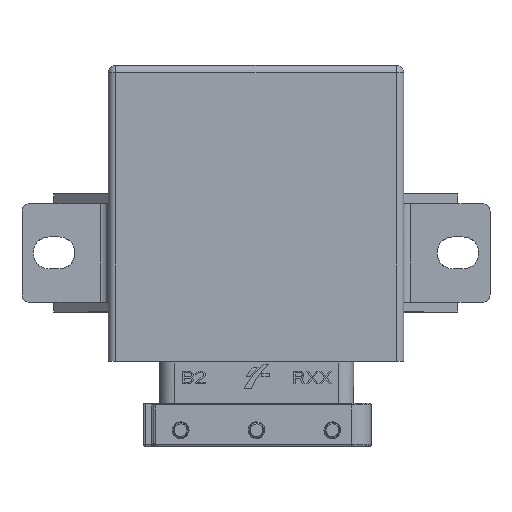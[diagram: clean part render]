
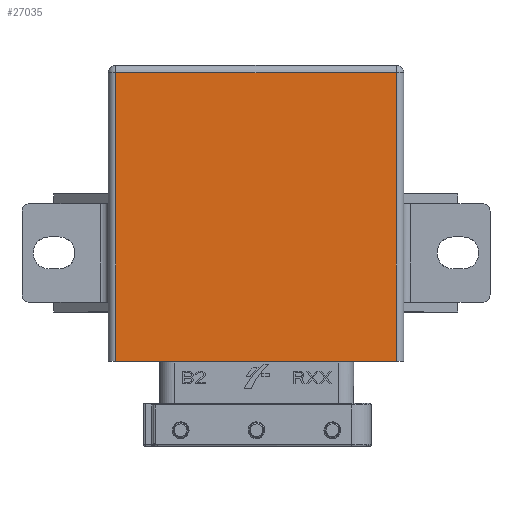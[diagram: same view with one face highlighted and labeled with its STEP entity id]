
A CAD part, top view. The second image highlights one B-rep face of the part: STEP entity #27035.
In plain terms, the highlighted planar face has unit normal (0, 0, 1).
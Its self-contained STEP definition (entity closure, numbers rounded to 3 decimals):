
#27035 = ADVANCED_FACE ( 'NONE', ( #126468 ), #67465, .F. ) ;
#39002 = VERTEX_POINT ( 'NONE', #143784 ) ;
#40875 = VERTEX_POINT ( 'NONE', #144414 ) ;
#40883 = VERTEX_POINT ( 'NONE', #144428 ) ;
#40885 = VERTEX_POINT ( 'NONE', #144431 ) ;
#52909 = ORIENTED_EDGE ( 'NONE', *, *, #56430, .F. ) ;
#52911 = ORIENTED_EDGE ( 'NONE', *, *, #56429, .F. ) ;
#52913 = ORIENTED_EDGE ( 'NONE', *, *, #56426, .F. ) ;
#52915 = ORIENTED_EDGE ( 'NONE', *, *, #56423, .F. ) ;
#56423 = EDGE_CURVE ( 'NONE', #40885, #39002, #182317, .T. ) ;
#56426 = EDGE_CURVE ( 'NONE', #39002, #40875, #182324, .T. ) ;
#56429 = EDGE_CURVE ( 'NONE', #40875, #40883, #182332, .T. ) ;
#56430 = EDGE_CURVE ( 'NONE', #40883, #40885, #182335, .T. ) ;
#67465 = PLANE ( 'NONE',  #126488 ) ;
#67466 = CARTESIAN_POINT ( 'NONE',  ( 12.553, -0.947, 4.292 ) ) ;
#67468 = DIRECTION ( 'NONE',  ( 0., 0., -1. ) ) ;
#67470 = DIRECTION ( 'NONE',  ( 0., 1., 0. ) ) ;
#71699 = EDGE_LOOP ( 'NONE', ( #52911, #52913, #52915, #52909 ) ) ;
#126468 = FACE_OUTER_BOUND ( 'NONE', #71699, .T. ) ;
#126488 = AXIS2_PLACEMENT_3D ( 'NONE', #67466, #67468, #67470 ) ;
#133152 = VECTOR ( 'NONE', #182319, 1000. ) ;
#133154 = VECTOR ( 'NONE', #182327, 1000. ) ;
#133155 = VECTOR ( 'NONE', #182334, 1000. ) ;
#133156 = VECTOR ( 'NONE', #182338, 1000. ) ;
#143784 = CARTESIAN_POINT ( 'NONE',  ( 69.553, -0.947, 4.292 ) ) ;
#144414 = CARTESIAN_POINT ( 'NONE',  ( 12.553, -0.947, 4.292 ) ) ;
#144428 = CARTESIAN_POINT ( 'NONE',  ( 12.553, 57.553, 4.292 ) ) ;
#144431 = CARTESIAN_POINT ( 'NONE',  ( 69.553, 57.553, 4.292 ) ) ;
#182317 = LINE ( 'NONE', #182318, #133152 ) ;
#182318 = CARTESIAN_POINT ( 'NONE',  ( 69.553, -0.947, 4.292 ) ) ;
#182319 = DIRECTION ( 'NONE',  ( 0., -1., 0. ) ) ;
#182324 = LINE ( 'NONE', #182325, #133154 ) ;
#182325 = CARTESIAN_POINT ( 'NONE',  ( 12.553, -0.947, 4.292 ) ) ;
#182327 = DIRECTION ( 'NONE',  ( -1., 0., 0. ) ) ;
#182332 = LINE ( 'NONE', #182333, #133155 ) ;
#182333 = CARTESIAN_POINT ( 'NONE',  ( 12.553, -0.947, 4.292 ) ) ;
#182334 = DIRECTION ( 'NONE',  ( 0., 1., 0. ) ) ;
#182335 = LINE ( 'NONE', #182337, #133156 ) ;
#182337 = CARTESIAN_POINT ( 'NONE',  ( 12.553, 57.553, 4.292 ) ) ;
#182338 = DIRECTION ( 'NONE',  ( 1., 0., 0. ) ) ;
